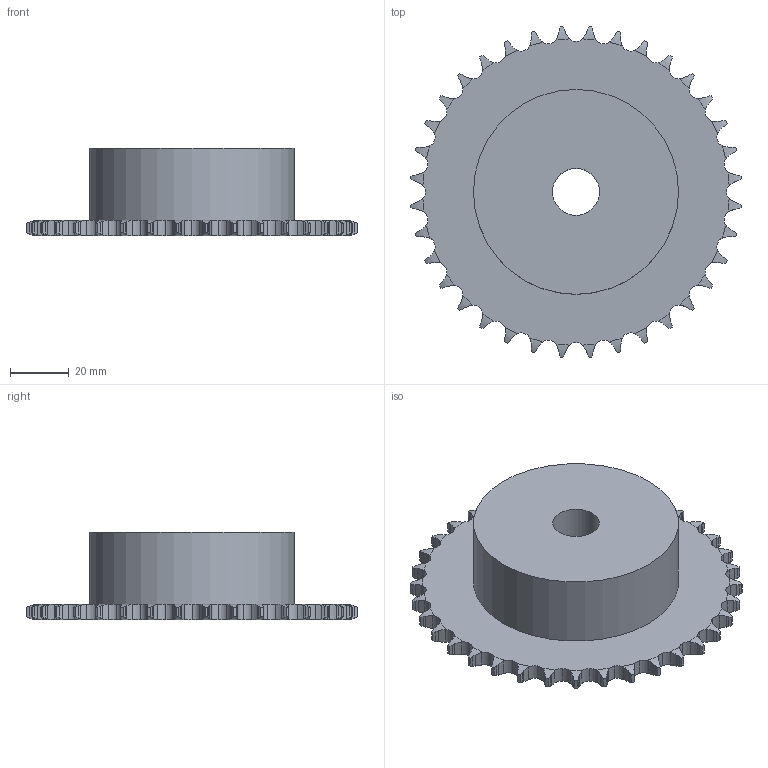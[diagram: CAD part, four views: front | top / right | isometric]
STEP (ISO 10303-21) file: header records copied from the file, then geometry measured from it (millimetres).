
FILE_DESCRIPTION(('FreeCAD Model'),'2;1');
FILE_NAME('Open CASCADE Shape Model','2021-05-16T10:11:27',('FreeCAD'),( 'FreeCAD'),'Open CASCADE STEP processor 7.4','FreeCAD','Unknown');
FILE_SCHEMA(('AUTOMOTIVE_DESIGN { 1 0 10303 214 1 1 1 1 }'));
Length unit declared in the file: millimetre
Products named in the file (1): Open CASCADE STEP translator 7.4 29
Bounding box: 113.05 x 113.05 x 30 mm (x, y, z)
Volume: 136073.5 mm3; surface area: 27045.9 mm2
Topology: 1 solids, 1 shells, 402 faces, 1195 edges, 797 vertices
Faces by surface type: cylinder 254, plane 76, torus 72
Full cylindrical faces by diameter (mm): 16 x1, 70 x1
Entity records: 35950 total; most frequent: CARTESIAN_POINT 15813, DIRECTION 2739, ORIENTED_EDGE 2390, PCURVE 2390, DEFINITIONAL_REPRESENTATION 2390, B_SPLINE_CURVE_WITH_KNOTS 1728, LINE 1342, VECTOR 1342
